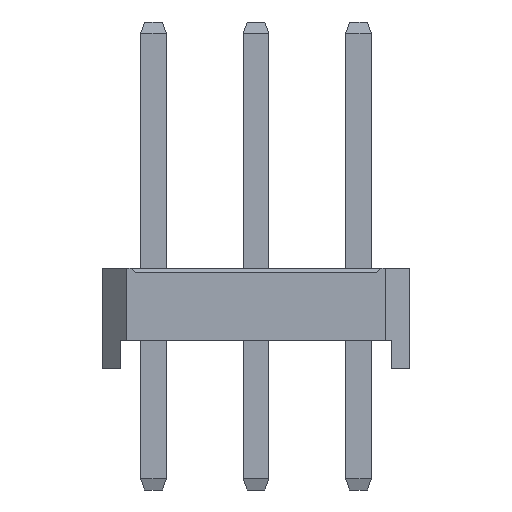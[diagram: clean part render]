
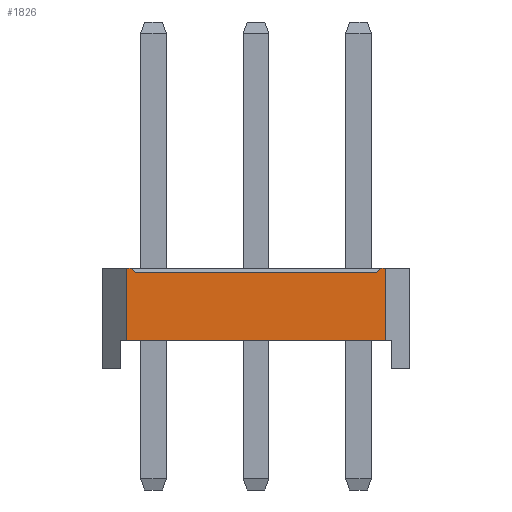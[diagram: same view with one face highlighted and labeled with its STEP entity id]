
A CAD part, left-side view. The second image highlights one B-rep face of the part: STEP entity #1826.
In plain terms, the highlighted planar face has unit normal (-1, 0, 0).
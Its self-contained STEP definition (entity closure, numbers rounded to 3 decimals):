
#1826=ADVANCED_FACE('',(#7208),#7210,.T.);
#7208=FACE_BOUND('',#7209,.T.);
#7209=EDGE_LOOP('',(#11377,#11378,#11379,#11380,#11381,#11382,#11383,#11384));
#7210=PLANE('',#7211);
#7211=AXIS2_PLACEMENT_3D('',#7212,#7213,#7214);
#7212=CARTESIAN_POINT('',(-1.27,5.75,0.));
#7213=DIRECTION('',(-1.,0.,0.));
#7214=DIRECTION('',(0.,-1.,0.));
#11377=ORIENTED_EDGE('',*,*,#13938,.F.);
#11378=ORIENTED_EDGE('',*,*,#13939,.T.);
#11379=ORIENTED_EDGE('',*,*,#13940,.F.);
#11380=ORIENTED_EDGE('',*,*,#13370,.F.);
#11381=ORIENTED_EDGE('',*,*,#13941,.F.);
#11382=ORIENTED_EDGE('',*,*,#13180,.T.);
#11383=ORIENTED_EDGE('',*,*,#13937,.T.);
#11384=ORIENTED_EDGE('',*,*,#13374,.F.);
#13180=EDGE_CURVE('',#14660,#14658,#14661,.T.);
#13370=EDGE_CURVE('',#15038,#15040,#15041,.T.);
#13374=EDGE_CURVE('',#15046,#15048,#15049,.T.);
#13937=EDGE_CURVE('',#14658,#15048,#15977,.T.);
#13938=EDGE_CURVE('',#15978,#15046,#15979,.F.);
#13939=EDGE_CURVE('',#15978,#15980,#15981,.T.);
#13940=EDGE_CURVE('',#15040,#15980,#15982,.F.);
#13941=EDGE_CURVE('',#14660,#15038,#15983,.T.);
#14658=VERTEX_POINT('',#17050);
#14660=VERTEX_POINT('',#17054);
#14661=LINE('',#17055,#17056);
#15038=VERTEX_POINT('',#17810);
#15040=VERTEX_POINT('',#17814);
#15041=LINE('',#17815,#17816);
#15046=VERTEX_POINT('',#17826);
#15048=VERTEX_POINT('',#17830);
#15049=LINE('',#17831,#17832);
#15977=LINE('',#19885,#19886);
#15978=VERTEX_POINT('',#19888);
#15979=LINE('',#19889,#19890);
#15980=VERTEX_POINT('',#19892);
#15981=LINE('',#19893,#19894);
#15982=LINE('',#19896,#19897);
#15983=LINE('',#19899,#19900);
#17050=CARTESIAN_POINT('',(-1.27,-0.67,0.7));
#17054=CARTESIAN_POINT('',(-1.27,5.75,0.7));
#17055=CARTESIAN_POINT('',(-1.27,5.75,0.7));
#17056=VECTOR('',#17057,1.);
#17057=DIRECTION('',(0.,-1.,0.));
#17810=CARTESIAN_POINT('',(-1.27,5.75,2.5));
#17814=CARTESIAN_POINT('',(-1.27,5.63,2.5));
#17815=CARTESIAN_POINT('',(-1.27,5.75,2.5));
#17816=VECTOR('',#17817,1.);
#17817=DIRECTION('',(0.,-1.,0.));
#17826=CARTESIAN_POINT('',(-1.27,-0.55,2.5));
#17830=CARTESIAN_POINT('',(-1.27,-0.67,2.5));
#17831=CARTESIAN_POINT('',(-1.27,-0.55,2.5));
#17832=VECTOR('',#17833,1.);
#17833=DIRECTION('',(0.,-1.,0.));
#19885=CARTESIAN_POINT('',(-1.27,-0.67,0.7));
#19886=VECTOR('',#19887,1.);
#19887=DIRECTION('',(0.,0.,1.));
#19888=CARTESIAN_POINT('',(-1.27,-0.45,2.4));
#19889=CARTESIAN_POINT('',(-1.27,-0.55,2.5));
#19890=VECTOR('',#19891,1.);
#19891=DIRECTION('',(0.,0.707,-0.707));
#19892=CARTESIAN_POINT('',(-1.27,5.53,2.4));
#19893=CARTESIAN_POINT('',(-1.27,-0.45,2.4));
#19894=VECTOR('',#19895,1.);
#19895=DIRECTION('',(0.,1.,0.));
#19896=CARTESIAN_POINT('',(-1.27,5.53,2.4));
#19897=VECTOR('',#19898,1.);
#19898=DIRECTION('',(0.,0.707,0.707));
#19899=CARTESIAN_POINT('',(-1.27,5.75,0.7));
#19900=VECTOR('',#19901,1.);
#19901=DIRECTION('',(0.,0.,1.));
